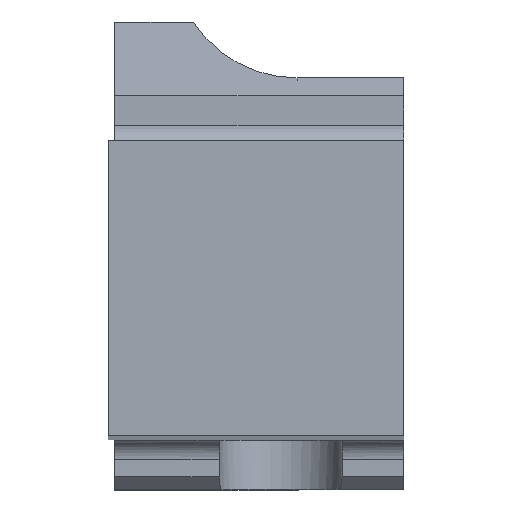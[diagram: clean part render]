
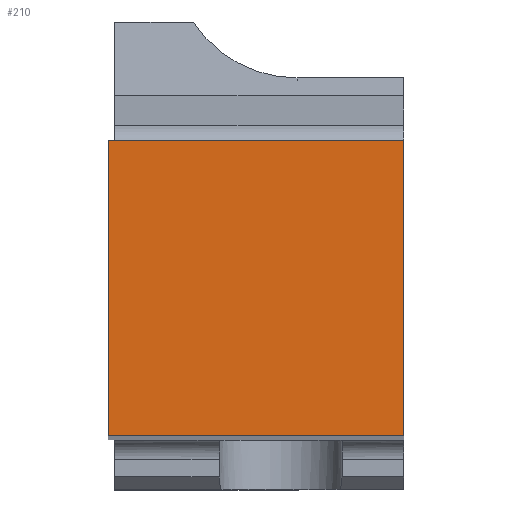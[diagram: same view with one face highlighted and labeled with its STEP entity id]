
A CAD part, top view. The second image highlights one B-rep face of the part: STEP entity #210.
In plain terms, the highlighted planar face has unit normal (0, 0, 1).
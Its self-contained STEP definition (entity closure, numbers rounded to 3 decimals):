
#210=ADVANCED_FACE('',(#346),#284,.T.);
#284=PLANE('',#2060);
#346=FACE_OUTER_BOUND('',#445,.T.);
#445=EDGE_LOOP('',(#921,#922,#923,#924));
#921=ORIENTED_EDGE('',*,*,#1500,.F.);
#922=ORIENTED_EDGE('',*,*,#1498,.T.);
#923=ORIENTED_EDGE('',*,*,#1474,.F.);
#924=ORIENTED_EDGE('',*,*,#1314,.T.);
#1131=VERTEX_POINT('',#2710);
#1132=VERTEX_POINT('',#2712);
#1247=VERTEX_POINT('',#3231);
#1260=VERTEX_POINT('',#3293);
#1314=EDGE_CURVE('',#1132,#1131,#1589,.T.);
#1474=EDGE_CURVE('',#1132,#1247,#1676,.T.);
#1498=EDGE_CURVE('',#1260,#1247,#1691,.T.);
#1500=EDGE_CURVE('',#1260,#1131,#1693,.T.);
#1589=LINE('',#2711,#1732);
#1676=LINE('',#3230,#1819);
#1691=LINE('',#3292,#1834);
#1693=LINE('',#3296,#1836);
#1732=VECTOR('',#2164,1.);
#1819=VECTOR('',#2441,1.);
#1834=VECTOR('',#2492,1.);
#1836=VECTOR('',#2496,1.);
#2060=AXIS2_PLACEMENT_3D('',#3300,#2502,#2503);
#2164=DIRECTION('',(0.,1.,0.));
#2441=DIRECTION('',(-1.,0.,0.));
#2492=DIRECTION('',(0.,-1.,0.));
#2496=DIRECTION('',(1.,0.,0.));
#2502=DIRECTION('',(0.,0.,1.));
#2503=DIRECTION('',(-1.,0.,0.));
#2710=CARTESIAN_POINT('',(0.,12.,0.));
#2711=CARTESIAN_POINT('',(0.,0.,0.));
#2712=CARTESIAN_POINT('',(0.,0.,0.));
#3230=CARTESIAN_POINT('',(0.,0.,0.));
#3231=CARTESIAN_POINT('',(-12.,0.,0.));
#3292=CARTESIAN_POINT('',(-12.,12.,0.));
#3293=CARTESIAN_POINT('',(-12.,12.,0.));
#3296=CARTESIAN_POINT('',(-12.,12.,0.));
#3300=CARTESIAN_POINT('',(-6.,6.,0.));
